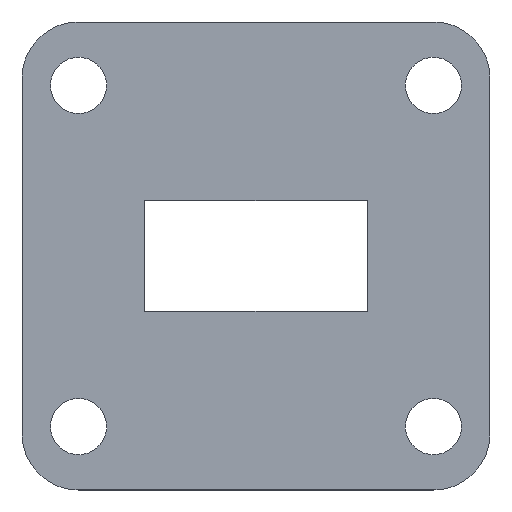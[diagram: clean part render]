
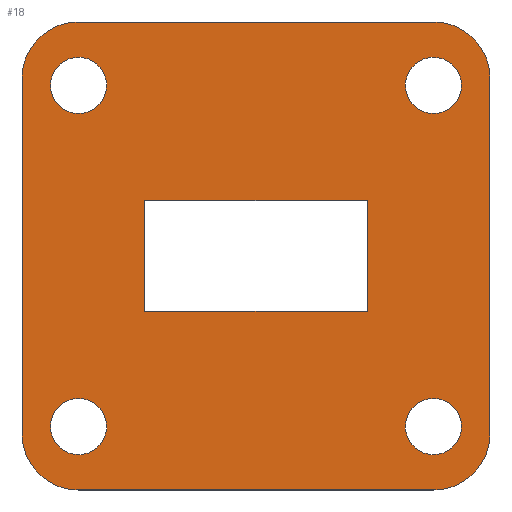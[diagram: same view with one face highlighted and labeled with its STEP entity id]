
A CAD part, top view. The second image highlights one B-rep face of the part: STEP entity #18.
In plain terms, the highlighted planar face has unit normal (0, 0, 1).
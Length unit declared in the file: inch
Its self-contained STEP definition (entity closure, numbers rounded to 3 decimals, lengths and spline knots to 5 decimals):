
#1 = AXIS2_PLACEMENT_3D ( 'NONE', #153, #203, #472 ) ;
#5 = DIRECTION ( 'NONE',  ( 0., 0., 1. ) ) ;
#9 = FACE_BOUND ( 'NONE', #133, .T. ) ;
#10 = EDGE_CURVE ( 'NONE', #39, #105, #460, .T. ) ;
#11 = ORIENTED_EDGE ( 'NONE', *, *, #623, .T. ) ;
#14 = VECTOR ( 'NONE', #379, 39.37008 ) ;
#16 = DIRECTION ( 'NONE',  ( -1., 0., 0. ) ) ;
#17 = PLANE ( 'NONE',  #402 ) ;
#18 = ADVANCED_FACE ( 'NONE', ( #9, #469, #164, #61, #504, #206 ), #17, .F. ) ;
#19 = CARTESIAN_POINT ( 'NONE',  ( 0.311, -0.15549, 0. ) ) ;
#20 = ORIENTED_EDGE ( 'NONE', *, *, #188, .F. ) ;
#22 = CARTESIAN_POINT ( 'NONE',  ( -0.41831, 0.47795, 0. ) ) ;
#26 = EDGE_CURVE ( 'NONE', #381, #381, #486, .T. ) ;
#32 = CARTESIAN_POINT ( 'NONE',  ( -0.65551, -0.65551, 0. ) ) ;
#39 = VERTEX_POINT ( 'NONE', #564 ) ;
#40 = CARTESIAN_POINT ( 'NONE',  ( 0.49803, 0.49803, 0. ) ) ;
#48 = EDGE_CURVE ( 'NONE', #410, #617, #243, .T. ) ;
#49 = VERTEX_POINT ( 'NONE', #311 ) ;
#52 = ORIENTED_EDGE ( 'NONE', *, *, #470, .F. ) ;
#55 = AXIS2_PLACEMENT_3D ( 'NONE', #533, #529, #590 ) ;
#58 = DIRECTION ( 'NONE',  ( -1., 0., 0. ) ) ;
#60 = CARTESIAN_POINT ( 'NONE',  ( -0.49803, 0.49803, 0. ) ) ;
#61 = FACE_BOUND ( 'NONE', #433, .T. ) ;
#65 = CIRCLE ( 'NONE', #518, 0.15748 ) ;
#78 = CARTESIAN_POINT ( 'NONE',  ( -0.41831, -0.47795, 0. ) ) ;
#83 = VERTEX_POINT ( 'NONE', #117 ) ;
#84 = CARTESIAN_POINT ( 'NONE',  ( -0.49803, 0.65551, 0. ) ) ;
#101 = CARTESIAN_POINT ( 'NONE',  ( 0.311, -0.15549, 0. ) ) ;
#104 = CARTESIAN_POINT ( 'NONE',  ( 0.65551, -0.49803, 0. ) ) ;
#105 = VERTEX_POINT ( 'NONE', #84 ) ;
#113 = DIRECTION ( 'NONE',  ( -1., 0., 0. ) ) ;
#116 = EDGE_CURVE ( 'NONE', #230, #410, #132, .T. ) ;
#117 = CARTESIAN_POINT ( 'NONE',  ( 0.57579, 0.47795, 0. ) ) ;
#123 = CARTESIAN_POINT ( 'NONE',  ( 0.311, 0.15549, 0. ) ) ;
#126 = VECTOR ( 'NONE', #608, 39.37008 ) ;
#127 = LINE ( 'NONE', #326, #531 ) ;
#130 = ORIENTED_EDGE ( 'NONE', *, *, #48, .T. ) ;
#132 = LINE ( 'NONE', #276, #543 ) ;
#133 = EDGE_LOOP ( 'NONE', ( #52, #463, #404, #20 ) ) ;
#142 = CARTESIAN_POINT ( 'NONE',  ( 0.49705, 0.47795, 0. ) ) ;
#150 = DIRECTION ( 'NONE',  ( -1., 0., 0. ) ) ;
#151 = DIRECTION ( 'NONE',  ( 0., 0., -1. ) ) ;
#153 = CARTESIAN_POINT ( 'NONE',  ( -0.49705, 0.47795, 0. ) ) ;
#156 = ORIENTED_EDGE ( 'NONE', *, *, #270, .T. ) ;
#159 = EDGE_LOOP ( 'NONE', ( #492 ) ) ;
#164 = FACE_BOUND ( 'NONE', #352, .T. ) ;
#165 = DIRECTION ( 'NONE',  ( 0., -1., 0. ) ) ;
#172 = VERTEX_POINT ( 'NONE', #438 ) ;
#176 = AXIS2_PLACEMENT_3D ( 'NONE', #612, #572, #113 ) ;
#178 = CIRCLE ( 'NONE', #246, 0.07874 ) ;
#187 = DIRECTION ( 'NONE',  ( 0., 0., 1. ) ) ;
#188 = EDGE_CURVE ( 'NONE', #49, #580, #331, .T. ) ;
#192 = AXIS2_PLACEMENT_3D ( 'NONE', #40, #443, #639 ) ;
#197 = CARTESIAN_POINT ( 'NONE',  ( 0.49803, -0.49803, 0. ) ) ;
#201 = EDGE_LOOP ( 'NONE', ( #380 ) ) ;
#202 = LINE ( 'NONE', #19, #545 ) ;
#203 = DIRECTION ( 'NONE',  ( 0., 0., 1. ) ) ;
#206 = FACE_OUTER_BOUND ( 'NONE', #631, .T. ) ;
#208 = ORIENTED_EDGE ( 'NONE', *, *, #335, .T. ) ;
#214 = LINE ( 'NONE', #302, #255 ) ;
#216 = CARTESIAN_POINT ( 'NONE',  ( -0.49803, -0.65551, 0. ) ) ;
#222 = DIRECTION ( 'NONE',  ( 0., 1., 0. ) ) ;
#228 = VERTEX_POINT ( 'NONE', #78 ) ;
#230 = VERTEX_POINT ( 'NONE', #345 ) ;
#243 = CIRCLE ( 'NONE', #176, 0.15748 ) ;
#246 = AXIS2_PLACEMENT_3D ( 'NONE', #620, #5, #459 ) ;
#255 = VECTOR ( 'NONE', #150, 39.37008 ) ;
#258 = CARTESIAN_POINT ( 'NONE',  ( -0.65551, -0.49803, 0. ) ) ;
#265 = CARTESIAN_POINT ( 'NONE',  ( -0.65551, 0.65551, 0. ) ) ;
#267 = DIRECTION ( 'NONE',  ( -1., 0., 0. ) ) ;
#270 = EDGE_CURVE ( 'NONE', #610, #400, #65, .T. ) ;
#273 = AXIS2_PLACEMENT_3D ( 'NONE', #60, #614, #16 ) ;
#276 = CARTESIAN_POINT ( 'NONE',  ( -0.65551, -0.65551, 0. ) ) ;
#302 = CARTESIAN_POINT ( 'NONE',  ( -0.311, 0.15549, 0. ) ) ;
#303 = ORIENTED_EDGE ( 'NONE', *, *, #351, .F. ) ;
#311 = CARTESIAN_POINT ( 'NONE',  ( -0.311, 0.15549, 0. ) ) ;
#319 = VERTEX_POINT ( 'NONE', #101 ) ;
#326 = CARTESIAN_POINT ( 'NONE',  ( 0.65551, -0.65551, 0. ) ) ;
#331 = LINE ( 'NONE', #530, #14 ) ;
#335 = EDGE_CURVE ( 'NONE', #172, #39, #348, .T. ) ;
#345 = CARTESIAN_POINT ( 'NONE',  ( -0.65551, 0.49803, 0. ) ) ;
#346 = VECTOR ( 'NONE', #58, 39.37008 ) ;
#348 = CIRCLE ( 'NONE', #192, 0.15748 ) ;
#351 = EDGE_CURVE ( 'NONE', #83, #83, #646, .T. ) ;
#352 = EDGE_LOOP ( 'NONE', ( #483 ) ) ;
#378 = LINE ( 'NONE', #32, #393 ) ;
#379 = DIRECTION ( 'NONE',  ( 0., -1., 0. ) ) ;
#380 = ORIENTED_EDGE ( 'NONE', *, *, #26, .F. ) ;
#381 = VERTEX_POINT ( 'NONE', #22 ) ;
#385 = CARTESIAN_POINT ( 'NONE',  ( -0.311, -0.15549, 0. ) ) ;
#391 = DIRECTION ( 'NONE',  ( 0., 0., 1. ) ) ;
#393 = VECTOR ( 'NONE', #632, 39.37008 ) ;
#399 = EDGE_CURVE ( 'NONE', #105, #230, #403, .T. ) ;
#400 = VERTEX_POINT ( 'NONE', #104 ) ;
#402 = AXIS2_PLACEMENT_3D ( 'NONE', #466, #151, #267 ) ;
#403 = CIRCLE ( 'NONE', #273, 0.15748 ) ;
#404 = ORIENTED_EDGE ( 'NONE', *, *, #513, .F. ) ;
#410 = VERTEX_POINT ( 'NONE', #258 ) ;
#420 = ORIENTED_EDGE ( 'NONE', *, *, #10, .T. ) ;
#422 = VERTEX_POINT ( 'NONE', #526 ) ;
#433 = EDGE_LOOP ( 'NONE', ( #303 ) ) ;
#434 = DIRECTION ( 'NONE',  ( 0., 1., 0. ) ) ;
#438 = CARTESIAN_POINT ( 'NONE',  ( 0.65551, 0.49803, 0. ) ) ;
#443 = DIRECTION ( 'NONE',  ( 0., 0., 1. ) ) ;
#459 = DIRECTION ( 'NONE',  ( 1., 0., 0. ) ) ;
#460 = LINE ( 'NONE', #265, #346 ) ;
#463 = ORIENTED_EDGE ( 'NONE', *, *, #535, .F. ) ;
#466 = CARTESIAN_POINT ( 'NONE',  ( 0., 0., 0. ) ) ;
#469 = FACE_BOUND ( 'NONE', #159, .T. ) ;
#470 = EDGE_CURVE ( 'NONE', #621, #49, #214, .T. ) ;
#472 = DIRECTION ( 'NONE',  ( 1., 0., 0. ) ) ;
#483 = ORIENTED_EDGE ( 'NONE', *, *, #642, .F. ) ;
#486 = CIRCLE ( 'NONE', #1, 0.07874 ) ;
#492 = ORIENTED_EDGE ( 'NONE', *, *, #525, .F. ) ;
#498 = DIRECTION ( 'NONE',  ( -1., 0., 0. ) ) ;
#504 = FACE_BOUND ( 'NONE', #201, .T. ) ;
#511 = ORIENTED_EDGE ( 'NONE', *, *, #399, .T. ) ;
#513 = EDGE_CURVE ( 'NONE', #580, #319, #571, .T. ) ;
#518 = AXIS2_PLACEMENT_3D ( 'NONE', #197, #391, #498 ) ;
#520 = AXIS2_PLACEMENT_3D ( 'NONE', #142, #187, #596 ) ;
#521 = CIRCLE ( 'NONE', #55, 0.07874 ) ;
#525 = EDGE_CURVE ( 'NONE', #228, #228, #178, .T. ) ;
#526 = CARTESIAN_POINT ( 'NONE',  ( 0.57579, -0.47795, 0. ) ) ;
#528 = ORIENTED_EDGE ( 'NONE', *, *, #116, .T. ) ;
#529 = DIRECTION ( 'NONE',  ( 0., 0., 1. ) ) ;
#530 = CARTESIAN_POINT ( 'NONE',  ( -0.311, -0.15549, 0. ) ) ;
#531 = VECTOR ( 'NONE', #222, 39.37008 ) ;
#533 = CARTESIAN_POINT ( 'NONE',  ( 0.49705, -0.47795, 0. ) ) ;
#535 = EDGE_CURVE ( 'NONE', #319, #621, #202, .T. ) ;
#540 = ORIENTED_EDGE ( 'NONE', *, *, #565, .T. ) ;
#543 = VECTOR ( 'NONE', #165, 39.37008 ) ;
#545 = VECTOR ( 'NONE', #434, 39.37008 ) ;
#564 = CARTESIAN_POINT ( 'NONE',  ( 0.49803, 0.65551, 0. ) ) ;
#565 = EDGE_CURVE ( 'NONE', #400, #172, #127, .T. ) ;
#571 = LINE ( 'NONE', #652, #126 ) ;
#572 = DIRECTION ( 'NONE',  ( 0., 0., 1. ) ) ;
#580 = VERTEX_POINT ( 'NONE', #385 ) ;
#590 = DIRECTION ( 'NONE',  ( 1., 0., 0. ) ) ;
#596 = DIRECTION ( 'NONE',  ( 1., 0., 0. ) ) ;
#608 = DIRECTION ( 'NONE',  ( 1., 0., 0. ) ) ;
#610 = VERTEX_POINT ( 'NONE', #625 ) ;
#612 = CARTESIAN_POINT ( 'NONE',  ( -0.49803, -0.49803, 0. ) ) ;
#614 = DIRECTION ( 'NONE',  ( 0., 0., 1. ) ) ;
#617 = VERTEX_POINT ( 'NONE', #216 ) ;
#620 = CARTESIAN_POINT ( 'NONE',  ( -0.49705, -0.47795, 0. ) ) ;
#621 = VERTEX_POINT ( 'NONE', #123 ) ;
#623 = EDGE_CURVE ( 'NONE', #617, #610, #378, .T. ) ;
#625 = CARTESIAN_POINT ( 'NONE',  ( 0.49803, -0.65551, 0. ) ) ;
#631 = EDGE_LOOP ( 'NONE', ( #420, #511, #528, #130, #11, #156, #540, #208 ) ) ;
#632 = DIRECTION ( 'NONE',  ( 1., 0., 0. ) ) ;
#639 = DIRECTION ( 'NONE',  ( -1., 0., 0. ) ) ;
#642 = EDGE_CURVE ( 'NONE', #422, #422, #521, .T. ) ;
#646 = CIRCLE ( 'NONE', #520, 0.07874 ) ;
#652 = CARTESIAN_POINT ( 'NONE',  ( -0.311, -0.15549, 0. ) ) ;
